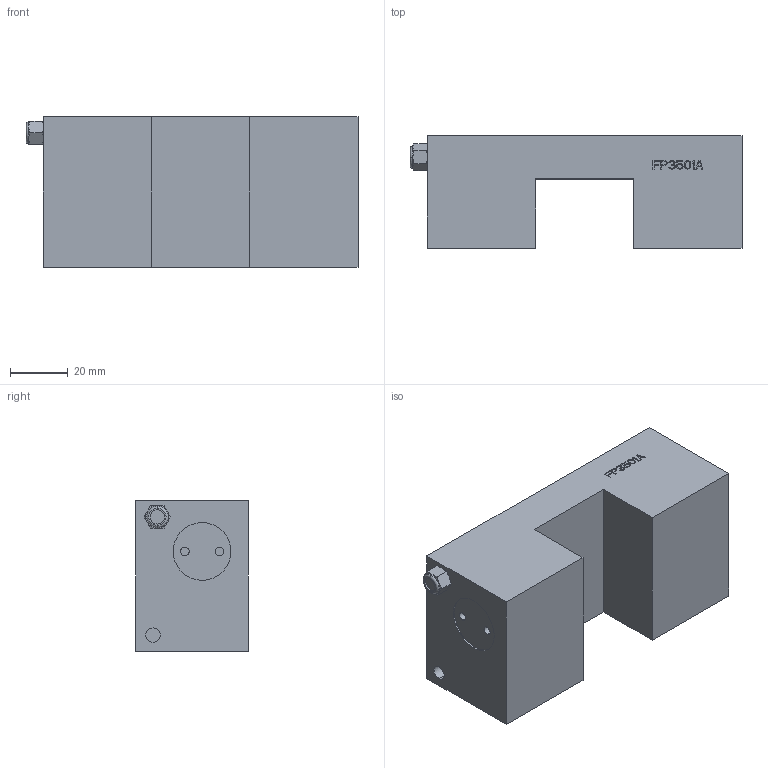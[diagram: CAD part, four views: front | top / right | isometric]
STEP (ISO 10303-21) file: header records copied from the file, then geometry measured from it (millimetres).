
FILE_DESCRIPTION((''),'2;1');
FILE_NAME('FP3501A','2023-06-19T22:20:36',('lx'),(''),'CREO PARAMETRIC BY PTC INC, 2018100','CREO PARAMETRIC BY PTC INC, 2018100','');
FILE_SCHEMA(('CONFIG_CONTROL_DESIGN'));
Length unit declared in the file: millimetre
Products named in the file (1): FP3501A
Bounding box: 115 x 39 x 52 mm (x, y, z)
Volume: 175306.6 mm3; surface area: 26780.5 mm2
Topology: 1 solids, 2 shells, 309 faces, 807 edges, 533 vertices
Faces by surface type: plane 243, cylinder 46, cone 16, torus 2, sphere 2
Entity records: 9475 total; most frequent: CARTESIAN_POINT 1761, ORIENTED_EDGE 1610, DIRECTION 1521, EDGE_CURVE 805, VECTOR 659, LINE 659, VERTEX_POINT 533, AXIS2_PLACEMENT_3D 431
